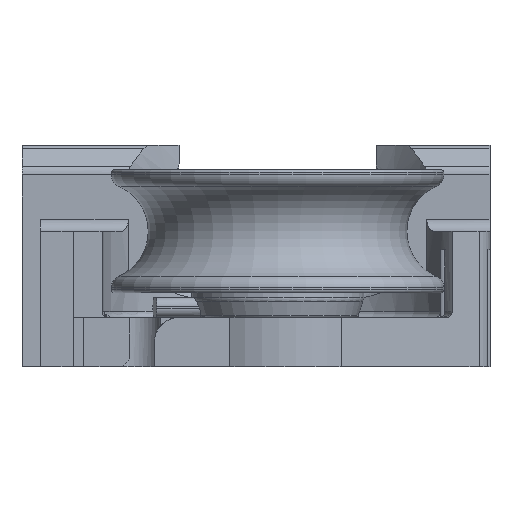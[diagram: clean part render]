
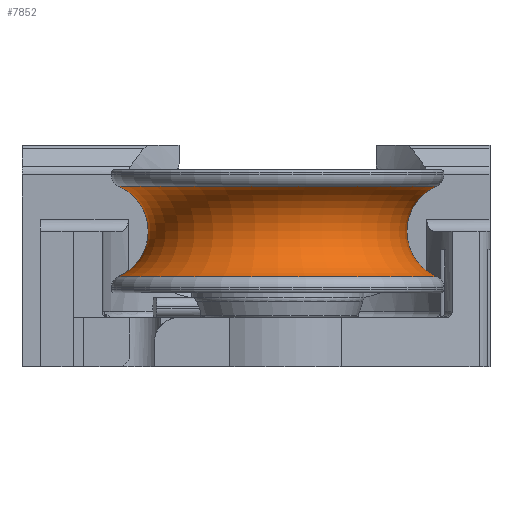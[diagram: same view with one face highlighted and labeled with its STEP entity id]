
A CAD part, front view. The second image highlights one B-rep face of the part: STEP entity #7852.
In plain terms, the highlighted toroidal (fillet/blend) face has major radius 29 mm and minor radius 8 mm.
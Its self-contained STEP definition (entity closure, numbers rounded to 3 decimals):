
#478=TOROIDAL_SURFACE('',#8620,29.,8.);
#991=FACE_OUTER_BOUND('',#1484,.T.);
#1484=EDGE_LOOP('',(#6595,#6596,#6597,#6598,#6599));
#1932=CIRCLE('',#8597,25.8);
#1933=CIRCLE('',#8598,25.8);
#1938=CIRCLE('',#8605,25.8);
#1947=CIRCLE('',#8621,8.);
#3604=VERTEX_POINT('',#14796);
#3605=VERTEX_POINT('',#14798);
#3608=VERTEX_POINT('',#14809);
#4635=EDGE_CURVE('',#3604,#3605,#1932,.T.);
#4636=EDGE_CURVE('',#3605,#3604,#1933,.T.);
#4642=EDGE_CURVE('',#3608,#3608,#1938,.T.);
#4653=EDGE_CURVE('',#3608,#3605,#1947,.T.);
#6595=ORIENTED_EDGE('',*,*,#4642,.F.);
#6596=ORIENTED_EDGE('',*,*,#4653,.T.);
#6597=ORIENTED_EDGE('',*,*,#4635,.F.);
#6598=ORIENTED_EDGE('',*,*,#4636,.F.);
#6599=ORIENTED_EDGE('',*,*,#4653,.F.);
#7852=ADVANCED_FACE('',(#991),#478,.F.);
#8597=AXIS2_PLACEMENT_3D('',#14799,#10431,#10432);
#8598=AXIS2_PLACEMENT_3D('',#14800,#10433,#10434);
#8605=AXIS2_PLACEMENT_3D('',#14811,#10448,#10449);
#8620=AXIS2_PLACEMENT_3D('',#14833,#10480,#10481);
#8621=AXIS2_PLACEMENT_3D('',#14834,#10482,#10483);
#10431=DIRECTION('center_axis',(0.,0.,
-1.));
#10432=DIRECTION('ref_axis',(0.643,-0.766,0.));
#10433=DIRECTION('center_axis',(0.,0.,
-1.));
#10434=DIRECTION('ref_axis',(0.643,-0.766,0.));
#10448=DIRECTION('center_axis',(0.,0.,
1.));
#10449=DIRECTION('ref_axis',(0.643,-0.766,0.));
#10480=DIRECTION('center_axis',(0.,0.,
1.));
#10481=DIRECTION('ref_axis',(0.643,-0.766,0.));
#10482=DIRECTION('center_axis',(0.766,0.643,0.));
#10483=DIRECTION('ref_axis',(-0.643,0.766,0.));
#14796=CARTESIAN_POINT('',(15.084,-19.764,2.668));
#14798=CARTESIAN_POINT('',(-18.084,19.764,2.668));
#14799=CARTESIAN_POINT('Origin',(-1.5,0.,
2.668));
#14800=CARTESIAN_POINT('Origin',(-1.5,0.,
2.668));
#14809=CARTESIAN_POINT('',(-18.084,19.764,17.332));
#14811=CARTESIAN_POINT('Origin',(-1.5,0.,
17.332));
#14833=CARTESIAN_POINT('Origin',(-1.5,0.,
10.));
#14834=CARTESIAN_POINT('Origin',(-20.141,22.215,10.));
